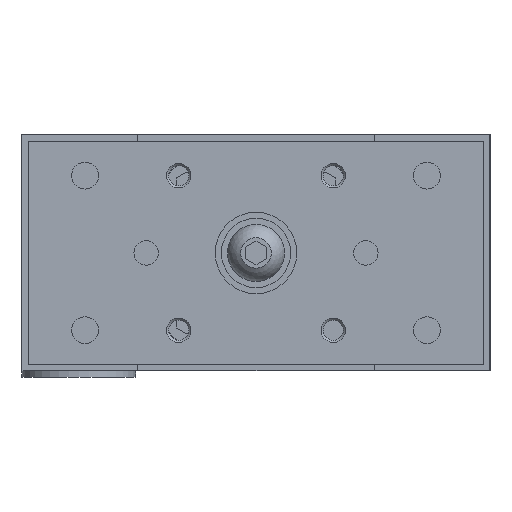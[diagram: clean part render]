
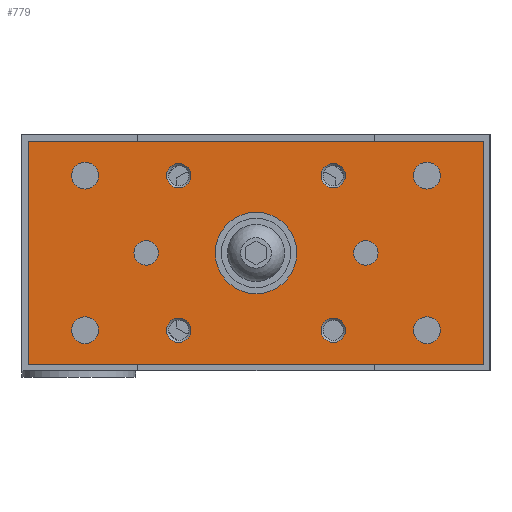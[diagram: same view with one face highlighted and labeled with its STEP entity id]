
A CAD part, left-side view. The second image highlights one B-rep face of the part: STEP entity #779.
In plain terms, the highlighted planar face has unit normal (-1, 0, 0).
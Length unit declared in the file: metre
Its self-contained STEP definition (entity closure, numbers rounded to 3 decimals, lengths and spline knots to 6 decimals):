
#779 = ADVANCED_FACE( '', ( #1849, #1850, #1851, #1852, #1853, #1854, #1855, #1856, #1857, #1858, #1859, #1860 ), #1861, .F. );
#1849 = FACE_BOUND( '', #3237, .T. );
#1850 = FACE_BOUND( '', #3238, .T. );
#1851 = FACE_BOUND( '', #3239, .T. );
#1852 = FACE_BOUND( '', #3240, .T. );
#1853 = FACE_BOUND( '', #3241, .T. );
#1854 = FACE_BOUND( '', #3242, .T. );
#1855 = FACE_BOUND( '', #3243, .T. );
#1856 = FACE_BOUND( '', #3244, .T. );
#1857 = FACE_BOUND( '', #3245, .T. );
#1858 = FACE_BOUND( '', #3246, .T. );
#1859 = FACE_BOUND( '', #3247, .T. );
#1860 = FACE_OUTER_BOUND( '', #3248, .T. );
#1861 = PLANE( '', #3249 );
#3237 = EDGE_LOOP( '', ( #5265 ) );
#3238 = EDGE_LOOP( '', ( #5266 ) );
#3239 = EDGE_LOOP( '', ( #5267 ) );
#3240 = EDGE_LOOP( '', ( #5268 ) );
#3241 = EDGE_LOOP( '', ( #5269 ) );
#3242 = EDGE_LOOP( '', ( #5270 ) );
#3243 = EDGE_LOOP( '', ( #5271 ) );
#3244 = EDGE_LOOP( '', ( #5272 ) );
#3245 = EDGE_LOOP( '', ( #5273 ) );
#3246 = EDGE_LOOP( '', ( #5274 ) );
#3247 = EDGE_LOOP( '', ( #5275 ) );
#3248 = EDGE_LOOP( '', ( #5276, #5277, #5278, #5279 ) );
#3249 = AXIS2_PLACEMENT_3D( '', #5280, #5281, #5282 );
#5265 = ORIENTED_EDGE( '', *, *, #6625, .T. );
#5266 = ORIENTED_EDGE( '', *, *, #6704, .T. );
#5267 = ORIENTED_EDGE( '', *, *, #7180, .F. );
#5268 = ORIENTED_EDGE( '', *, *, #6563, .F. );
#5269 = ORIENTED_EDGE( '', *, *, #7209, .T. );
#5270 = ORIENTED_EDGE( '', *, *, #6800, .F. );
#5271 = ORIENTED_EDGE( '', *, *, #7210, .T. );
#5272 = ORIENTED_EDGE( '', *, *, #6567, .T. );
#5273 = ORIENTED_EDGE( '', *, *, #6872, .F. );
#5274 = ORIENTED_EDGE( '', *, *, #7211, .F. );
#5275 = ORIENTED_EDGE( '', *, *, #7212, .T. );
#5276 = ORIENTED_EDGE( '', *, *, #7213, .T. );
#5277 = ORIENTED_EDGE( '', *, *, #7214, .T. );
#5278 = ORIENTED_EDGE( '', *, *, #6596, .T. );
#5279 = ORIENTED_EDGE( '', *, *, #7215, .T. );
#5280 = CARTESIAN_POINT( '', ( -0.022, -0.056, -0.0565 ) );
#5281 = DIRECTION( '', ( 1., 0., 0. ) );
#5282 = DIRECTION( '', ( 0., 1., 0. ) );
#6563 = EDGE_CURVE( '', #7541, #7541, #7542, .T. );
#6567 = EDGE_CURVE( '', #7548, #7548, #7549, .T. );
#6596 = EDGE_CURVE( '', #7598, #7596, #7599, .T. );
#6625 = EDGE_CURVE( '', #7646, #7646, #7647, .T. );
#6704 = EDGE_CURVE( '', #7780, #7780, #7781, .T. );
#6800 = EDGE_CURVE( '', #7943, #7943, #7944, .T. );
#6872 = EDGE_CURVE( '', #8062, #8062, #8063, .T. );
#7180 = EDGE_CURVE( '', #8531, #8531, #8532, .T. );
#7209 = EDGE_CURVE( '', #8570, #8570, #8571, .T. );
#7210 = EDGE_CURVE( '', #8572, #8572, #8573, .T. );
#7211 = EDGE_CURVE( '', #8574, #8574, #8575, .T. );
#7212 = EDGE_CURVE( '', #8576, #8576, #8577, .T. );
#7213 = EDGE_CURVE( '', #8578, #8579, #8580, .T. );
#7214 = EDGE_CURVE( '', #8579, #7598, #8581, .T. );
#7215 = EDGE_CURVE( '', #7596, #8578, #8582, .T. );
#7541 = VERTEX_POINT( '', #8970 );
#7542 = CIRCLE( '', #8971, 0.003 );
#7548 = VERTEX_POINT( '', #8977 );
#7549 = CIRCLE( '', #8978, 0.0033 );
#7596 = VERTEX_POINT( '', #9071 );
#7598 = VERTEX_POINT( '', #9074 );
#7599 = LINE( '', #9075, #9076 );
#7646 = VERTEX_POINT( '', #9125 );
#7647 = CIRCLE( '', #9126, 0.01 );
#7780 = VERTEX_POINT( '', #9293 );
#7781 = CIRCLE( '', #9294, 0.003 );
#7943 = VERTEX_POINT( '', #9549 );
#7944 = CIRCLE( '', #9550, 0.003 );
#8062 = VERTEX_POINT( '', #9704 );
#8063 = CIRCLE( '', #9705, 0.0033 );
#8531 = VERTEX_POINT( '', #10661 );
#8532 = CIRCLE( '', #10662, 0.003 );
#8570 = VERTEX_POINT( '', #10743 );
#8571 = CIRCLE( '', #10744, 0.003 );
#8572 = VERTEX_POINT( '', #10745 );
#8573 = CIRCLE( '', #10746, 0.003 );
#8574 = VERTEX_POINT( '', #10747 );
#8575 = CIRCLE( '', #10748, 0.0033 );
#8576 = VERTEX_POINT( '', #10749 );
#8577 = CIRCLE( '', #10750, 0.0033 );
#8578 = VERTEX_POINT( '', #10751 );
#8579 = VERTEX_POINT( '', #10752 );
#8580 = LINE( '', #10753, #10754 );
#8581 = LINE( '', #10755, #10756 );
#8582 = LINE( '', #10757, #10758 );
#8970 = CARTESIAN_POINT( '', ( -0.022, -0.019, -0.013 ) );
#8971 = AXIS2_PLACEMENT_3D( '', #11240, #11241, #11242 );
#8977 = CARTESIAN_POINT( '', ( -0.022, -0.042, -0.0513 ) );
#8978 = AXIS2_PLACEMENT_3D( '', #11249, #11250, #11251 );
#9071 = CARTESIAN_POINT( '', ( -0.022, 0.056, -0.0565 ) );
#9074 = CARTESIAN_POINT( '', ( -0.022, 0.056, -0.0015 ) );
#9075 = CARTESIAN_POINT( '', ( -0.022, 0.056, -0.0015 ) );
#9076 = VECTOR( '', #11281, 1. );
#9125 = CARTESIAN_POINT( '', ( -0.022, 0., -0.039 ) );
#9126 = AXIS2_PLACEMENT_3D( '', #11335, #11336, #11337 );
#9293 = CARTESIAN_POINT( '', ( -0.022, -0.019, -0.045 ) );
#9294 = AXIS2_PLACEMENT_3D( '', #11447, #11448, #11449 );
#9549 = CARTESIAN_POINT( '', ( -0.022, -0.027, -0.032 ) );
#9550 = AXIS2_PLACEMENT_3D( '', #11583, #11584, #11585 );
#9704 = CARTESIAN_POINT( '', ( -0.022, 0.042, -0.0513 ) );
#9705 = AXIS2_PLACEMENT_3D( '', #11673, #11674, #11675 );
#10661 = CARTESIAN_POINT( '', ( -0.022, 0.019, -0.045 ) );
#10662 = AXIS2_PLACEMENT_3D( '', #12041, #12042, #12043 );
#10743 = CARTESIAN_POINT( '', ( -0.022, 0.019, -0.013 ) );
#10744 = AXIS2_PLACEMENT_3D( '', #12066, #12067, #12068 );
#10745 = CARTESIAN_POINT( '', ( -0.022, 0.027, -0.032 ) );
#10746 = AXIS2_PLACEMENT_3D( '', #12069, #12070, #12071 );
#10747 = CARTESIAN_POINT( '', ( -0.022, -0.042, -0.0067 ) );
#10748 = AXIS2_PLACEMENT_3D( '', #12072, #12073, #12074 );
#10749 = CARTESIAN_POINT( '', ( -0.022, 0.042, -0.0067 ) );
#10750 = AXIS2_PLACEMENT_3D( '', #12075, #12076, #12077 );
#10751 = CARTESIAN_POINT( '', ( -0.022, -0.056, -0.0565 ) );
#10752 = CARTESIAN_POINT( '', ( -0.022, -0.056, -0.0015 ) );
#10753 = CARTESIAN_POINT( '', ( -0.022, -0.056, -0.0565 ) );
#10754 = VECTOR( '', #12078, 1. );
#10755 = CARTESIAN_POINT( '', ( -0.022, -0.056, -0.0015 ) );
#10756 = VECTOR( '', #12079, 1. );
#10757 = CARTESIAN_POINT( '', ( -0.022, 0.056, -0.0565 ) );
#10758 = VECTOR( '', #12080, 1. );
#11240 = CARTESIAN_POINT( '', ( -0.022, -0.019, -0.01 ) );
#11241 = DIRECTION( '', ( -1., 0., 0. ) );
#11242 = DIRECTION( '', ( 0., 0., -1. ) );
#11249 = CARTESIAN_POINT( '', ( -0.022, -0.042, -0.048 ) );
#11250 = DIRECTION( '', ( 1., 0., 0. ) );
#11251 = DIRECTION( '', ( 0., 0., -1. ) );
#11281 = DIRECTION( '', ( 0., 0., -1. ) );
#11335 = CARTESIAN_POINT( '', ( -0.022, 0., -0.029 ) );
#11336 = DIRECTION( '', ( 1., 0., 0. ) );
#11337 = DIRECTION( '', ( 0., 0., -1. ) );
#11447 = CARTESIAN_POINT( '', ( -0.022, -0.019, -0.048 ) );
#11448 = DIRECTION( '', ( 1., 0., 0. ) );
#11449 = DIRECTION( '', ( 0., 0., 1. ) );
#11583 = CARTESIAN_POINT( '', ( -0.022, -0.027, -0.029 ) );
#11584 = DIRECTION( '', ( -1., 0., 0. ) );
#11585 = DIRECTION( '', ( 0., 0., -1. ) );
#11673 = CARTESIAN_POINT( '', ( -0.022, 0.042, -0.048 ) );
#11674 = DIRECTION( '', ( -1., 0., 0. ) );
#11675 = DIRECTION( '', ( 0., 0., -1. ) );
#12041 = CARTESIAN_POINT( '', ( -0.022, 0.019, -0.048 ) );
#12042 = DIRECTION( '', ( -1., 0., 0. ) );
#12043 = DIRECTION( '', ( 0., 0., 1. ) );
#12066 = CARTESIAN_POINT( '', ( -0.022, 0.019, -0.01 ) );
#12067 = DIRECTION( '', ( 1., 0., 0. ) );
#12068 = DIRECTION( '', ( 0., 0., -1. ) );
#12069 = CARTESIAN_POINT( '', ( -0.022, 0.027, -0.029 ) );
#12070 = DIRECTION( '', ( 1., 0., 0. ) );
#12071 = DIRECTION( '', ( 0., 0., -1. ) );
#12072 = CARTESIAN_POINT( '', ( -0.022, -0.042, -0.01 ) );
#12073 = DIRECTION( '', ( -1., 0., 0. ) );
#12074 = DIRECTION( '', ( 0., 0., 1. ) );
#12075 = CARTESIAN_POINT( '', ( -0.022, 0.042, -0.01 ) );
#12076 = DIRECTION( '', ( 1., 0., 0. ) );
#12077 = DIRECTION( '', ( 0., 0., 1. ) );
#12078 = DIRECTION( '', ( 0., 0., 1. ) );
#12079 = DIRECTION( '', ( 0., 1., 0. ) );
#12080 = DIRECTION( '', ( 0., -1., 0. ) );
